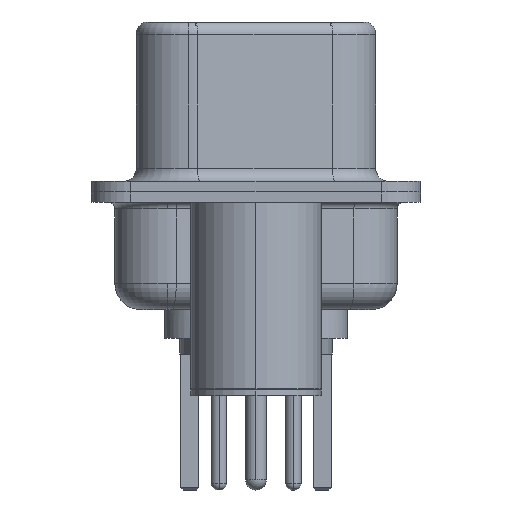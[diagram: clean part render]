
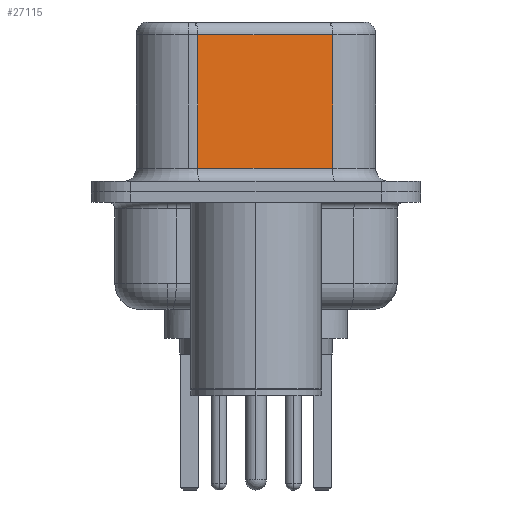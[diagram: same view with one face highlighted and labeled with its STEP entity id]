
A CAD part, left-side view. The second image highlights one B-rep face of the part: STEP entity #27115.
In plain terms, the highlighted planar face has unit normal (-0.985, -0.174, 0).
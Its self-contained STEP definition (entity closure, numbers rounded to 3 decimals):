
#216 = EDGE_CURVE ( 'NONE', #21602, #18392, #24375, .T. ) ;
#834 = CARTESIAN_POINT ( 'NONE',  ( 4.58, -2.927, 6.52 ) ) ;
#2163 = CARTESIAN_POINT ( 'NONE',  ( 4.58, -2.927, 6.52 ) ) ;
#2227 = AXIS2_PLACEMENT_3D ( 'NONE', #2163, #20669, #6794 ) ;
#3807 = ORIENTED_EDGE ( 'NONE', *, *, #5885, .F. ) ;
#4235 = EDGE_CURVE ( 'NONE', #18392, #5184, #14736, .T. ) ;
#4687 = ORIENTED_EDGE ( 'NONE', *, *, #9993, .T. ) ;
#5184 = VERTEX_POINT ( 'NONE', #21050 ) ;
#5255 = CARTESIAN_POINT ( 'NONE',  ( 4.58, -2.927, 0.9 ) ) ;
#5720 = ORIENTED_EDGE ( 'NONE', *, *, #216, .T. ) ;
#5885 = EDGE_CURVE ( 'NONE', #21602, #10119, #9238, .T. ) ;
#6367 = CARTESIAN_POINT ( 'NONE',  ( 3.67, 2.233, 6.52 ) ) ;
#6794 = DIRECTION ( 'NONE',  ( -0.174, 0.985, 0. ) ) ;
#7348 = CARTESIAN_POINT ( 'NONE',  ( 3.67, 2.233, 6.02 ) ) ;
#9238 = LINE ( 'NONE', #834, #26154 ) ;
#9993 = EDGE_CURVE ( 'NONE', #5184, #10119, #10999, .T. ) ;
#10119 = VERTEX_POINT ( 'NONE', #5255 ) ;
#10278 = VECTOR ( 'NONE', #27080, 1000. ) ;
#10354 = CARTESIAN_POINT ( 'NONE',  ( 4.58, -2.927, 6.02 ) ) ;
#10999 = LINE ( 'NONE', #24401, #10278 ) ;
#14736 = LINE ( 'NONE', #6367, #25513 ) ;
#17576 = DIRECTION ( 'NONE',  ( 0., 0., -1. ) ) ;
#17763 = FACE_OUTER_BOUND ( 'NONE', #21684, .T. ) ;
#18250 = PLANE ( 'NONE',  #2227 ) ;
#18392 = VERTEX_POINT ( 'NONE', #7348 ) ;
#18446 = CARTESIAN_POINT ( 'NONE',  ( 4.58, -2.927, 6.02 ) ) ;
#20669 = DIRECTION ( 'NONE',  ( 0.985, 0.174, 0. ) ) ;
#21050 = CARTESIAN_POINT ( 'NONE',  ( 3.67, 2.233, 0.9 ) ) ;
#21602 = VERTEX_POINT ( 'NONE', #10354 ) ;
#21684 = EDGE_LOOP ( 'NONE', ( #3807, #5720, #27846, #4687 ) ) ;
#22969 = VECTOR ( 'NONE', #24661, 1000. ) ;
#24375 = LINE ( 'NONE', #18446, #22969 ) ;
#24401 = CARTESIAN_POINT ( 'NONE',  ( 4.58, -2.927, 0.9 ) ) ;
#24661 = DIRECTION ( 'NONE',  ( -0.174, 0.985, 0. ) ) ;
#25513 = VECTOR ( 'NONE', #29776, 1000. ) ;
#26154 = VECTOR ( 'NONE', #17576, 1000. ) ;
#27080 = DIRECTION ( 'NONE',  ( 0.174, -0.985, 0. ) ) ;
#27115 = ADVANCED_FACE ( 'NONE', ( #17763 ), #18250, .F. ) ;
#27846 = ORIENTED_EDGE ( 'NONE', *, *, #4235, .T. ) ;
#29776 = DIRECTION ( 'NONE',  ( 0., 0., -1. ) ) ;
